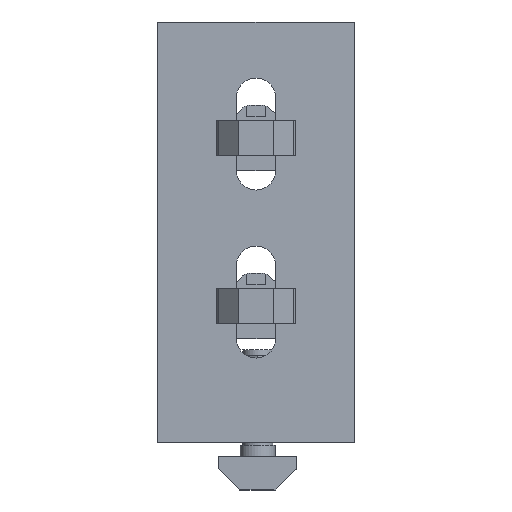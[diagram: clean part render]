
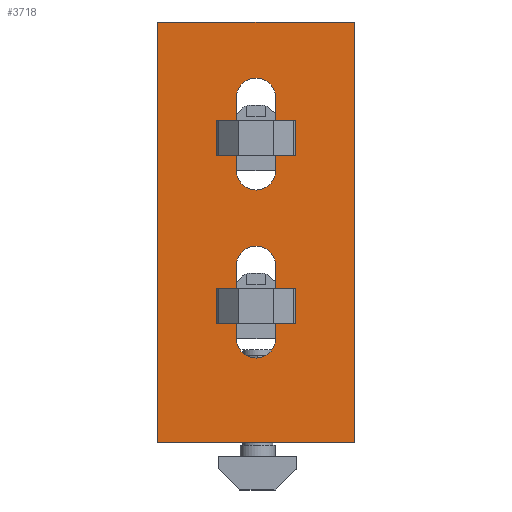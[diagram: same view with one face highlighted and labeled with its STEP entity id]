
A CAD part, front view. The second image highlights one B-rep face of the part: STEP entity #3718.
In plain terms, the highlighted planar face has unit normal (0, -1, 0).
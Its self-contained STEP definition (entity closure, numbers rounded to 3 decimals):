
#6 = AXIS2_PLACEMENT_3D ( 'NONE', #1047, #3075, #3108 ) ;
#43 = LINE ( 'NONE', #4859, #2188 ) ;
#133 = CARTESIAN_POINT ( 'NONE',  ( 576., 827.482, 1325.282 ) ) ;
#137 = VECTOR ( 'NONE', #3902, 1000. ) ;
#140 = CIRCLE ( 'NONE', #1014, 7. ) ;
#242 = VERTEX_POINT ( 'NONE', #3334 ) ;
#257 = CARTESIAN_POINT ( 'NONE',  ( 583., 827.482, 1258.282 ) ) ;
#267 = EDGE_CURVE ( 'NONE', #6507, #278, #287, .T. ) ;
#278 = VERTEX_POINT ( 'NONE', #1310 ) ;
#287 = LINE ( 'NONE', #6474, #137 ) ;
#359 = VERTEX_POINT ( 'NONE', #2513 ) ;
#390 = EDGE_CURVE ( 'NONE', #6313, #1266, #5223, .T. ) ;
#411 = EDGE_CURVE ( 'NONE', #6473, #3635, #4066, .T. ) ;
#426 = LINE ( 'NONE', #2556, #645 ) ;
#452 = VECTOR ( 'NONE', #610, 1000. ) ;
#485 = CARTESIAN_POINT ( 'NONE',  ( 618., 827.482, 1378.282 ) ) ;
#550 = CARTESIAN_POINT ( 'NONE',  ( 618., 827.482, 1378.282 ) ) ;
#559 = VECTOR ( 'NONE', #2253, 1000. ) ;
#610 = DIRECTION ( 'NONE',  ( 1., 0., 0. ) ) ;
#645 = VECTOR ( 'NONE', #5682, 1000. ) ;
#772 = EDGE_CURVE ( 'NONE', #3112, #359, #140, .T. ) ;
#794 = ORIENTED_EDGE ( 'NONE', *, *, #1290, .T. ) ;
#838 = EDGE_CURVE ( 'NONE', #4871, #242, #2770, .T. ) ;
#847 = EDGE_CURVE ( 'NONE', #359, #4871, #3412, .T. ) ;
#856 = ORIENTED_EDGE ( 'NONE', *, *, #267, .F. ) ;
#1014 = AXIS2_PLACEMENT_3D ( 'NONE', #6246, #1051, #5215 ) ;
#1047 = CARTESIAN_POINT ( 'NONE',  ( 583., 827.482, 1265.282 ) ) ;
#1051 = DIRECTION ( 'NONE',  ( 0., 1., 0. ) ) ;
#1061 = ORIENTED_EDGE ( 'NONE', *, *, #838, .T. ) ;
#1266 = VERTEX_POINT ( 'NONE', #6339 ) ;
#1279 = DIRECTION ( 'NONE',  ( -1., 0., 0. ) ) ;
#1290 = EDGE_CURVE ( 'NONE', #5819, #3112, #3748, .T. ) ;
#1310 = CARTESIAN_POINT ( 'NONE',  ( 548., 827.482, 1378.282 ) ) ;
#1452 = VECTOR ( 'NONE', #4777, 1000. ) ;
#1654 = AXIS2_PLACEMENT_3D ( 'NONE', #2323, #3950, #1870 ) ;
#1758 = AXIS2_PLACEMENT_3D ( 'NONE', #5112, #4609, #4669 ) ;
#1801 = LINE ( 'NONE', #3749, #452 ) ;
#1808 = LINE ( 'NONE', #3854, #559 ) ;
#1870 = DIRECTION ( 'NONE',  ( 0., 0., -1. ) ) ;
#1876 = VECTOR ( 'NONE', #5792, 1000. ) ;
#1924 = CARTESIAN_POINT ( 'NONE',  ( 590., 827.482, 1265.282 ) ) ;
#2188 = VECTOR ( 'NONE', #2265, 1000. ) ;
#2228 = DIRECTION ( 'NONE',  ( 0., 1., 0. ) ) ;
#2249 = FACE_OUTER_BOUND ( 'NONE', #6267, .T. ) ;
#2252 = DIRECTION ( 'NONE',  ( 0., 0., -1. ) ) ;
#2253 = DIRECTION ( 'NONE',  ( 0., 0., 1. ) ) ;
#2264 = EDGE_CURVE ( 'NONE', #2992, #4119, #5893, .T. ) ;
#2265 = DIRECTION ( 'NONE',  ( 0., 0., -1. ) ) ;
#2280 = EDGE_CURVE ( 'NONE', #242, #5819, #3822, .T. ) ;
#2282 = ORIENTED_EDGE ( 'NONE', *, *, #772, .T. ) ;
#2323 = CARTESIAN_POINT ( 'NONE',  ( 583., 827.482, 1265.282 ) ) ;
#2354 = PLANE ( 'NONE',  #2541 ) ;
#2396 = EDGE_CURVE ( 'NONE', #6507, #1266, #1801, .T. ) ;
#2513 = CARTESIAN_POINT ( 'NONE',  ( 583., 827.482, 1318.282 ) ) ;
#2541 = AXIS2_PLACEMENT_3D ( 'NONE', #5996, #4359, #1279 ) ;
#2556 = CARTESIAN_POINT ( 'NONE',  ( 618., 827.482, 1378.282 ) ) ;
#2641 = DIRECTION ( 'NONE',  ( 0., 0., -1. ) ) ;
#2770 = LINE ( 'NONE', #133, #1452 ) ;
#2796 = CARTESIAN_POINT ( 'NONE',  ( 590., 827.482, 1351.282 ) ) ;
#2913 = ORIENTED_EDGE ( 'NONE', *, *, #390, .F. ) ;
#2926 = FACE_BOUND ( 'NONE', #6101, .T. ) ;
#2992 = VERTEX_POINT ( 'NONE', #1924 ) ;
#3075 = DIRECTION ( 'NONE',  ( 0., 1., 0. ) ) ;
#3108 = DIRECTION ( 'NONE',  ( 0., 0., -1. ) ) ;
#3112 = VERTEX_POINT ( 'NONE', #5069 ) ;
#3334 = CARTESIAN_POINT ( 'NONE',  ( 576., 827.482, 1351.282 ) ) ;
#3412 = CIRCLE ( 'NONE', #4839, 7. ) ;
#3566 = CARTESIAN_POINT ( 'NONE',  ( 576., 827.482, 1265.282 ) ) ;
#3635 = VERTEX_POINT ( 'NONE', #4906 ) ;
#3643 = ORIENTED_EDGE ( 'NONE', *, *, #5429, .T. ) ;
#3718 = ADVANCED_FACE ( 'NONE', ( #5385, #2926, #2249 ), #2354, .T. ) ;
#3748 = LINE ( 'NONE', #2796, #1876 ) ;
#3749 = CARTESIAN_POINT ( 'NONE',  ( 548., 827.482, 1228.282 ) ) ;
#3778 = EDGE_CURVE ( 'NONE', #4119, #4188, #6559, .T. ) ;
#3785 = DIRECTION ( 'NONE',  ( 0., 0., -1. ) ) ;
#3822 = CIRCLE ( 'NONE', #1758, 7. ) ;
#3853 = DIRECTION ( 'NONE',  ( 0., 1., 0. ) ) ;
#3854 = CARTESIAN_POINT ( 'NONE',  ( 576., 827.482, 1265.282 ) ) ;
#3873 = ORIENTED_EDGE ( 'NONE', *, *, #4447, .T. ) ;
#3885 = CARTESIAN_POINT ( 'NONE',  ( 583., 827.482, 1291.282 ) ) ;
#3902 = DIRECTION ( 'NONE',  ( 0., 0., 1. ) ) ;
#3950 = DIRECTION ( 'NONE',  ( 0., 1., 0. ) ) ;
#4000 = ORIENTED_EDGE ( 'NONE', *, *, #2280, .T. ) ;
#4066 = CIRCLE ( 'NONE', #4933, 7. ) ;
#4119 = VERTEX_POINT ( 'NONE', #257 ) ;
#4188 = VERTEX_POINT ( 'NONE', #3566 ) ;
#4294 = EDGE_LOOP ( 'NONE', ( #4771, #6084, #3873, #6604, #4445 ) ) ;
#4305 = CARTESIAN_POINT ( 'NONE',  ( 576., 827.482, 1325.282 ) ) ;
#4359 = DIRECTION ( 'NONE',  ( 0., -1., 0. ) ) ;
#4445 = ORIENTED_EDGE ( 'NONE', *, *, #3778, .T. ) ;
#4447 = EDGE_CURVE ( 'NONE', #3635, #2992, #43, .T. ) ;
#4609 = DIRECTION ( 'NONE',  ( 0., 1., 0. ) ) ;
#4669 = DIRECTION ( 'NONE',  ( 0., 0., -1. ) ) ;
#4771 = ORIENTED_EDGE ( 'NONE', *, *, #6435, .T. ) ;
#4777 = DIRECTION ( 'NONE',  ( 0., 0., 1. ) ) ;
#4839 = AXIS2_PLACEMENT_3D ( 'NONE', #5859, #3853, #2252 ) ;
#4859 = CARTESIAN_POINT ( 'NONE',  ( 590., 827.482, 1291.282 ) ) ;
#4871 = VERTEX_POINT ( 'NONE', #4305 ) ;
#4906 = CARTESIAN_POINT ( 'NONE',  ( 590., 827.482, 1291.282 ) ) ;
#4933 = AXIS2_PLACEMENT_3D ( 'NONE', #3885, #2228, #3785 ) ;
#5069 = CARTESIAN_POINT ( 'NONE',  ( 590., 827.482, 1325.282 ) ) ;
#5112 = CARTESIAN_POINT ( 'NONE',  ( 583., 827.482, 1351.282 ) ) ;
#5215 = DIRECTION ( 'NONE',  ( 0., 0., -1. ) ) ;
#5223 = LINE ( 'NONE', #550, #5368 ) ;
#5368 = VECTOR ( 'NONE', #2641, 1000. ) ;
#5385 = FACE_BOUND ( 'NONE', #4294, .T. ) ;
#5417 = CARTESIAN_POINT ( 'NONE',  ( 576., 827.482, 1291.282 ) ) ;
#5429 = EDGE_CURVE ( 'NONE', #6313, #278, #426, .T. ) ;
#5502 = CARTESIAN_POINT ( 'NONE',  ( 590., 827.482, 1351.282 ) ) ;
#5682 = DIRECTION ( 'NONE',  ( -1., 0., 0. ) ) ;
#5792 = DIRECTION ( 'NONE',  ( 0., 0., -1. ) ) ;
#5819 = VERTEX_POINT ( 'NONE', #5502 ) ;
#5859 = CARTESIAN_POINT ( 'NONE',  ( 583., 827.482, 1325.282 ) ) ;
#5893 = CIRCLE ( 'NONE', #6, 7. ) ;
#5996 = CARTESIAN_POINT ( 'NONE',  ( 618., 827.482, 1378.282 ) ) ;
#6012 = ORIENTED_EDGE ( 'NONE', *, *, #2396, .T. ) ;
#6084 = ORIENTED_EDGE ( 'NONE', *, *, #411, .T. ) ;
#6101 = EDGE_LOOP ( 'NONE', ( #1061, #4000, #794, #2282, #6735 ) ) ;
#6246 = CARTESIAN_POINT ( 'NONE',  ( 583., 827.482, 1325.282 ) ) ;
#6267 = EDGE_LOOP ( 'NONE', ( #2913, #3643, #856, #6012 ) ) ;
#6313 = VERTEX_POINT ( 'NONE', #485 ) ;
#6339 = CARTESIAN_POINT ( 'NONE',  ( 618., 827.482, 1228.282 ) ) ;
#6414 = CARTESIAN_POINT ( 'NONE',  ( 548., 827.482, 1228.282 ) ) ;
#6435 = EDGE_CURVE ( 'NONE', #4188, #6473, #1808, .T. ) ;
#6473 = VERTEX_POINT ( 'NONE', #5417 ) ;
#6474 = CARTESIAN_POINT ( 'NONE',  ( 548., 827.482, 1228.282 ) ) ;
#6507 = VERTEX_POINT ( 'NONE', #6414 ) ;
#6559 = CIRCLE ( 'NONE', #1654, 7. ) ;
#6604 = ORIENTED_EDGE ( 'NONE', *, *, #2264, .T. ) ;
#6735 = ORIENTED_EDGE ( 'NONE', *, *, #847, .T. ) ;
